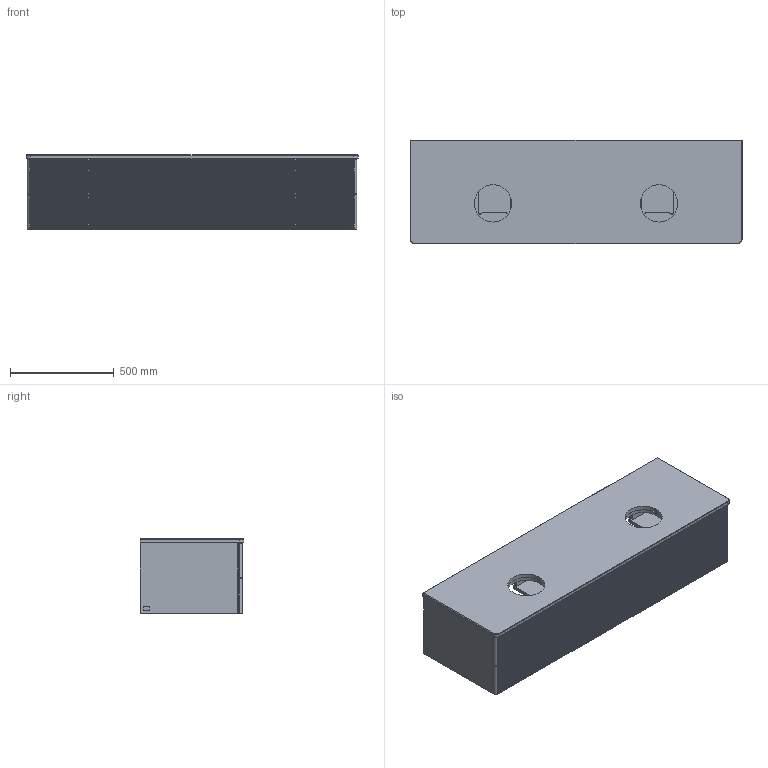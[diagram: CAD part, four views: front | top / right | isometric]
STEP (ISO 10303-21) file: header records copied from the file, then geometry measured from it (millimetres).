
FILE_DESCRIPTION((' '),'2;1');
FILE_NAME('K281_L281.stp','2023-04-05T07:25:16',(' '),(' '),' ','ACIS',' ');
FILE_SCHEMA(('CONFIG_CONTROL_DESIGN'));
Length unit declared in the file: millimetre
Products named in the file (24): K281_L281.stp; Körper1; Körper2; Körper3; Körper4; Körper5; Körper6; Körper7; Körper8; Körper9; Körper10; Körper11; Körper12; Körper13; Körper14; Körper15; Körper16; Körper17; Körper18; Körper19; Körper20; Körper21; Körper22; Körper23
Assembly tree (23 placements, depth 2):
  K281_L281.stp
    Körper1
    Körper2
    Körper3
    Körper4
    Körper5
    Körper6
    Körper7
    Körper8
    Körper9
    Körper10
    Körper11
    Körper12
    Körper13
    Körper14
    Körper15
    Körper16
    Körper17
    Körper18
    Körper19
    Körper20
    Körper21
    Körper22
    Körper23
Bounding box: 1600 x 500 x 360 mm (x, y, z)
Volume: 70774916.6 mm3; surface area: 9293711.6 mm2
Topology: 23 solids, 23 shells, 818 faces, 1972 edges, 1196 vertices
Faces by surface type: plane 632, cylinder 102, cone 76, torus 4, sphere 4
Full cylindrical faces by diameter (mm): 35 x2, 180 x4
Entity records: 28885 total; most frequent: CARTESIAN_POINT 6327, DIRECTION 4104, ORIENTED_EDGE 3924, EDGE_CURVE 1962, VECTOR 1422, LINE 1422, AXIS2_PLACEMENT_3D 1341, VERTEX_POINT 1196
